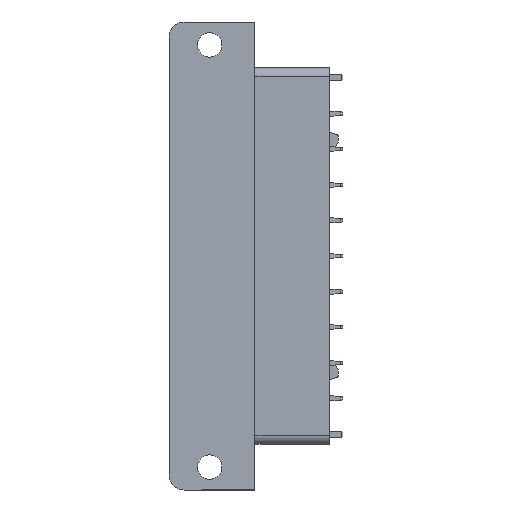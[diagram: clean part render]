
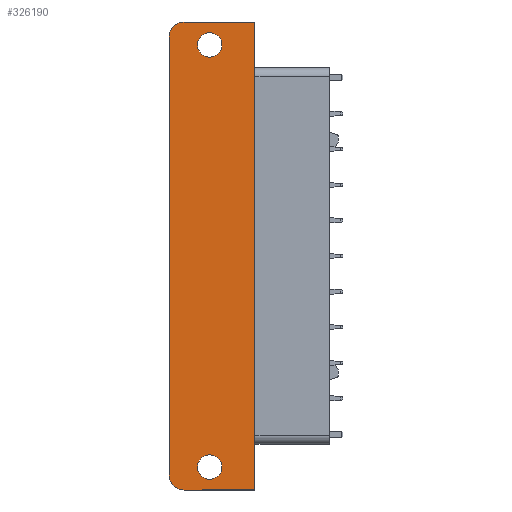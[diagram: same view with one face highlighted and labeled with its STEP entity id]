
A CAD part, front view. The second image highlights one B-rep face of the part: STEP entity #326190.
In plain terms, the highlighted planar face has unit normal (0, -1, 0).
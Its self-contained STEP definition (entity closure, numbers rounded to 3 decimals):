
#2630=CARTESIAN_POINT('',(0.,129.37,
   14.5));
#2640=DIRECTION('',(-1.,0.,
   0.));
#2650=VECTOR('',#2640,1.);
#2660=LINE('',#2630,#2650);
#2670=CARTESIAN_POINT('',(116.787,129.37,
   14.5));
#2680=VERTEX_POINT('',#2670);
#2690=CARTESIAN_POINT('',(102.887,129.37,
   14.5));
#2700=VERTEX_POINT('',#2690);
#2710=EDGE_CURVE('',#2680,#2700,#2660,.T.);
#4480=CARTESIAN_POINT('',(105.487,129.37,
   10.));
#4490=VERTEX_POINT('',#4480);
#4520=CARTESIAN_POINT('',(107.887,129.37,
   10.));
#4530=DIRECTION('',(0.,1.,
   0.));
#4540=DIRECTION('',(1.,0.,
   0.));
#4550=AXIS2_PLACEMENT_3D('',#4520,#4530,#4540);
#4560=CIRCLE('',#4550,2.4);
#4570=CARTESIAN_POINT('',(110.287,129.37,
   10.));
#4580=VERTEX_POINT('',#4570);
#4590=EDGE_CURVE('',#4490,#4580,#4560,.T.);
#28300=CARTESIAN_POINT('',(102.887,129.37
   ,11.5));
#28310=DIRECTION('',(0.,1.,
   0.));
#28320=DIRECTION('',(1.,0.,
   0.));
#28330=AXIS2_PLACEMENT_3D('',#28300,#28310,#28320);
#28340=CIRCLE('',#28330,3.);
#28350=CARTESIAN_POINT('',(99.887,129.37
   ,11.5));
#28360=VERTEX_POINT('',#28350);
#28370=EDGE_CURVE('',#28360,#2700,#28340,.T.);
#169930=CARTESIAN_POINT('',(99.887,
   129.37,-74.5));
#169940=VERTEX_POINT('',#169930);
#170060=CARTESIAN_POINT('',(99.887,
   129.37,-42.));
#170070=DIRECTION('',(0.,0.,
   -1.));
#170080=VECTOR('',#170070,1.);
#170090=LINE('',#170060,#170080);
#170100=EDGE_CURVE('',#28360,#169940,#170090,.T.);
#277580=CARTESIAN_POINT('',(102.887,
   129.37,-74.5));
#277590=DIRECTION('',(0.,1.,
   0.));
#277600=DIRECTION('',(1.,0.,
   0.));
#277610=AXIS2_PLACEMENT_3D('',#277580,#277590,#277600);
#277620=CIRCLE('',#277610,3.);
#277630=CARTESIAN_POINT('',(102.887,
   129.37,-77.5));
#277640=VERTEX_POINT('',#277630);
#277650=EDGE_CURVE('',#277640,#169940,#277620,.T.);
#324640=CARTESIAN_POINT('',(105.487,
   129.37,-73.));
#324650=VERTEX_POINT('',#324640);
#324700=CARTESIAN_POINT('',(107.887,
   129.37,-73.));
#324710=DIRECTION('',(0.,1.,
   0.));
#324720=DIRECTION('',(1.,0.,
   0.));
#324730=AXIS2_PLACEMENT_3D('',#324700,#324710,#324720);
#324740=CIRCLE('',#324730,2.4);
#324750=CARTESIAN_POINT('',(110.287,
   129.37,-73.));
#324760=VERTEX_POINT('',#324750);
#324770=EDGE_CURVE('',#324650,#324760,#324740,.T.);
#325840=CARTESIAN_POINT('',(99.887,
   129.37,-49.));
#325850=DIRECTION('',(0.,-1.,
   0.));
#325860=DIRECTION('',(-1.,0.,
   0.));
#325870=AXIS2_PLACEMENT_3D('',#325840,#325850,#325860);
#325880=PLANE('',#325870);
#325890=CARTESIAN_POINT('',(0.,
   129.37,-77.5));
#325900=DIRECTION('',(1.,0.,
   0.));
#325910=VECTOR('',#325900,1.);
#325920=LINE('',#325890,#325910);
#325930=CARTESIAN_POINT('',(116.787,
   129.37,-77.5));
#325940=VERTEX_POINT('',#325930);
#325950=EDGE_CURVE('',#277640,#325940,#325920,.T.);
#325960=ORIENTED_EDGE('',*,*,#325950,.T.);
#325970=ORIENTED_EDGE('',*,*,#277650,.F.);
#325980=ORIENTED_EDGE('',*,*,#170100,.T.);
#325990=ORIENTED_EDGE('',*,*,#28370,.F.);
#326000=ORIENTED_EDGE('',*,*,#2710,.T.);
#326010=CARTESIAN_POINT('',(116.787,
   129.37,-35.));
#326020=DIRECTION('',(0.,0.,
   1.));
#326030=VECTOR('',#326020,1.);
#326040=LINE('',#326010,#326030);
#326050=EDGE_CURVE('',#325940,#2680,#326040,.T.);
#326060=ORIENTED_EDGE('',*,*,#326050,.T.);
#326070=EDGE_LOOP('',(#326060,#326000,#325990,#325980,#325970,#325960));
#326080=FACE_OUTER_BOUND('',#326070,.T.);
#326090=EDGE_CURVE('',#324760,#324650,#324740,.T.);
#326100=ORIENTED_EDGE('',*,*,#326090,.T.);
#326110=ORIENTED_EDGE('',*,*,#324770,.T.);
#326120=EDGE_LOOP('',(#326110,#326100));
#326130=FACE_BOUND('',#326120,.T.);
#326140=EDGE_CURVE('',#4580,#4490,#4560,.T.);
#326150=ORIENTED_EDGE('',*,*,#326140,.T.);
#326160=ORIENTED_EDGE('',*,*,#4590,.T.);
#326170=EDGE_LOOP('',(#326160,#326150));
#326180=FACE_BOUND('',#326170,.T.);
#326190=ADVANCED_FACE('',(#326080,#326130,#326180),#325880,.T.);
